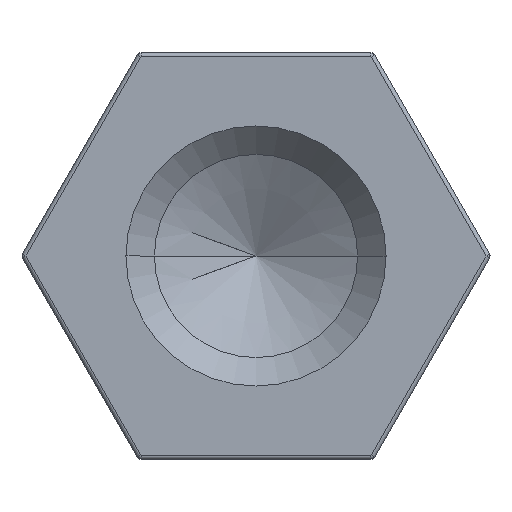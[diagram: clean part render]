
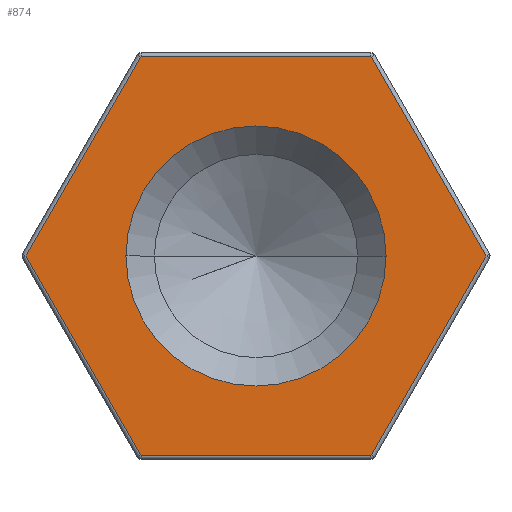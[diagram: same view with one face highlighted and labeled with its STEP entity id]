
A CAD part, left-side view. The second image highlights one B-rep face of the part: STEP entity #874.
In plain terms, the highlighted planar face has unit normal (-1, 0, 0).
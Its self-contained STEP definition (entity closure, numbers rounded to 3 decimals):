
#46 = CARTESIAN_POINT ( 'NONE',  ( 0., -5.658, 0. ) ) ;
#52 = CARTESIAN_POINT ( 'NONE',  ( 0., 2.829, -4.9 ) ) ;
#80 = AXIS2_PLACEMENT_3D ( 'NONE', #1404, #1401, #1400 ) ;
#172 = EDGE_CURVE ( 'NONE', #678, #773, #555, .T. ) ;
#178 = EDGE_CURVE ( 'NONE', #1087, #1177, #558, .T. ) ;
#184 = EDGE_CURVE ( 'NONE', #773, #1035, #552, .T. ) ;
#282 = EDGE_CURVE ( 'NONE', #705, #1110, #394, .T. ) ;
#287 = EDGE_CURVE ( 'NONE', #1110, #678, #388, .T. ) ;
#290 = EDGE_CURVE ( 'NONE', #1035, #880, #382, .T. ) ;
#294 = EDGE_CURVE ( 'NONE', #880, #705, #378, .T. ) ;
#314 = CARTESIAN_POINT ( 'NONE',  ( 0., 5.658, 0. ) ) ;
#329 = EDGE_CURVE ( 'NONE', #1177, #1087, #933, .T. ) ;
#363 = VECTOR ( 'NONE', #898, 1000. ) ;
#366 = VECTOR ( 'NONE', #906, 1000. ) ;
#378 = LINE ( 'NONE', #904, #363 ) ;
#381 = VECTOR ( 'NONE', #920, 1000. ) ;
#382 = LINE ( 'NONE', #913, #366 ) ;
#384 = VECTOR ( 'NONE', #963, 1000. ) ;
#388 = LINE ( 'NONE', #925, #381 ) ;
#394 = LINE ( 'NONE', #943, #384 ) ;
#506 = CARTESIAN_POINT ( 'NONE',  ( 0., -3.2, 0. ) ) ;
#539 = VECTOR ( 'NONE', #1369, 1000. ) ;
#546 = VECTOR ( 'NONE', #1367, 1000. ) ;
#552 = LINE ( 'NONE', #1254, #539 ) ;
#555 = LINE ( 'NONE', #1371, #546 ) ;
#558 = CIRCLE ( 'NONE', #80, 3.2 ) ;
#583 = PLANE ( 'NONE',  #1397 ) ;
#588 = DIRECTION ( 'NONE',  ( 1., 0., 0. ) ) ;
#602 = DIRECTION ( 'NONE',  ( 0., 1., 0. ) ) ;
#606 = DIRECTION ( 'NONE',  ( 1., 0., 0. ) ) ;
#610 = CARTESIAN_POINT ( 'NONE',  ( 0., 0., 0. ) ) ;
#668 = FACE_BOUND ( 'NONE', #853, .T. ) ;
#674 = EDGE_LOOP ( 'NONE', ( #758, #946, #1111, #717, #908, #1071 ) ) ;
#678 = VERTEX_POINT ( 'NONE', #46 ) ;
#705 = VERTEX_POINT ( 'NONE', #52 ) ;
#717 = ORIENTED_EDGE ( 'NONE', *, *, #294, .T. ) ;
#758 = ORIENTED_EDGE ( 'NONE', *, *, #172, .T. ) ;
#773 = VERTEX_POINT ( 'NONE', #1247 ) ;
#816 = CARTESIAN_POINT ( 'NONE',  ( 0., -2.829, -4.9 ) ) ;
#853 = EDGE_LOOP ( 'NONE', ( #1416, #867 ) ) ;
#867 = ORIENTED_EDGE ( 'NONE', *, *, #329, .T. ) ;
#874 = ADVANCED_FACE ( 'NONE', ( #1386, #668 ), #583, .F. ) ;
#880 = VERTEX_POINT ( 'NONE', #314 ) ;
#898 = DIRECTION ( 'NONE',  ( 0., -0.5, -0.866 ) ) ;
#903 = CARTESIAN_POINT ( 'NONE',  ( 0., 0., 0. ) ) ;
#904 = CARTESIAN_POINT ( 'NONE',  ( 0., 4.244, -2.45 ) ) ;
#906 = DIRECTION ( 'NONE',  ( 0., 0.5, -0.866 ) ) ;
#908 = ORIENTED_EDGE ( 'NONE', *, *, #282, .T. ) ;
#913 = CARTESIAN_POINT ( 'NONE',  ( 0., 4.244, 2.45 ) ) ;
#920 = DIRECTION ( 'NONE',  ( 0., -0.5, 0.866 ) ) ;
#925 = CARTESIAN_POINT ( 'NONE',  ( 0., -4.244, -2.45 ) ) ;
#933 = CIRCLE ( 'NONE', #1158, 3.2 ) ;
#943 = CARTESIAN_POINT ( 'NONE',  ( 0., 0., -4.9 ) ) ;
#946 = ORIENTED_EDGE ( 'NONE', *, *, #184, .T. ) ;
#963 = DIRECTION ( 'NONE',  ( 0., -1., 0. ) ) ;
#1035 = VERTEX_POINT ( 'NONE', #1136 ) ;
#1071 = ORIENTED_EDGE ( 'NONE', *, *, #287, .T. ) ;
#1087 = VERTEX_POINT ( 'NONE', #1312 ) ;
#1110 = VERTEX_POINT ( 'NONE', #816 ) ;
#1111 = ORIENTED_EDGE ( 'NONE', *, *, #290, .T. ) ;
#1136 = CARTESIAN_POINT ( 'NONE',  ( 0., 2.829, 4.9 ) ) ;
#1158 = AXIS2_PLACEMENT_3D ( 'NONE', #610, #606, #602 ) ;
#1177 = VERTEX_POINT ( 'NONE', #506 ) ;
#1247 = CARTESIAN_POINT ( 'NONE',  ( 0., -2.829, 4.9 ) ) ;
#1254 = CARTESIAN_POINT ( 'NONE',  ( 0., 0., 4.9 ) ) ;
#1298 = DIRECTION ( 'NONE',  ( 0., 1., 0. ) ) ;
#1312 = CARTESIAN_POINT ( 'NONE',  ( 0., 3.2, 0. ) ) ;
#1367 = DIRECTION ( 'NONE',  ( 0., 0.5, 0.866 ) ) ;
#1369 = DIRECTION ( 'NONE',  ( 0., 1., 0. ) ) ;
#1371 = CARTESIAN_POINT ( 'NONE',  ( 0., -4.244, 2.45 ) ) ;
#1386 = FACE_OUTER_BOUND ( 'NONE', #674, .T. ) ;
#1397 = AXIS2_PLACEMENT_3D ( 'NONE', #903, #588, #1298 ) ;
#1400 = DIRECTION ( 'NONE',  ( 0., 1., 0. ) ) ;
#1401 = DIRECTION ( 'NONE',  ( 1., 0., 0. ) ) ;
#1404 = CARTESIAN_POINT ( 'NONE',  ( 0., 0., 0. ) ) ;
#1416 = ORIENTED_EDGE ( 'NONE', *, *, #178, .T. ) ;
